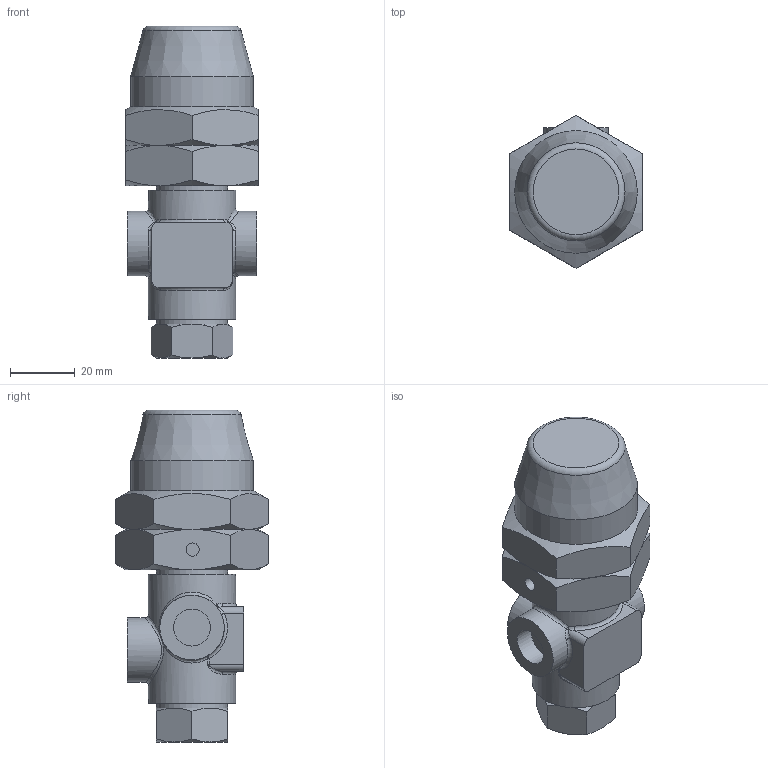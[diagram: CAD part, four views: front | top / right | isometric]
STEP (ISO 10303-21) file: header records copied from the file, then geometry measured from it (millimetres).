
FILE_DESCRIPTION(/* description */ ('STP-Datei'),/* implementation_level */ '2;1');
FILE_NAME(/* name */ '075.000005_2-292-46-1002-7053.stp',/* time_stamp */ '2024-01-29T08:10:03+01:00',/* author */ ('CBeuthner'),/* organization */ (''),/* preprocessor_version */ 'ST-DEVELOPER v16.1',/* originating_system */ 'Autodesk Inventor 2016',/* authorisation */ '');
FILE_SCHEMA (('CONFIG_CONTROL_DESIGN'));
Length unit declared in the file: millimetre
Products named in the file (1): 88-004149
Bounding box: 41 x 47.34 x 102.86 mm (x, y, z)
Volume: 95633.1 mm3; surface area: 16097.8 mm2
Topology: 1 solids, 1 shells, 103 faces, 223 edges, 129 vertices
Faces by surface type: plane 35, cone 32, cylinder 18, bspline 9, torus 5, sphere 4
Full cylindrical faces by diameter (mm): 4.134 x1, 11.445 x3, 20 x3, 22 x2, 27 x2, 38 x1
Entity records: 3281 total; most frequent: CARTESIAN_POINT 1353, ORIENTED_EDGE 402, DIRECTION 378, EDGE_CURVE 201, AXIS2_PLACEMENT_3D 172, EDGE_LOOP 125, VERTEX_POINT 122, FACE_OUTER_BOUND 103
